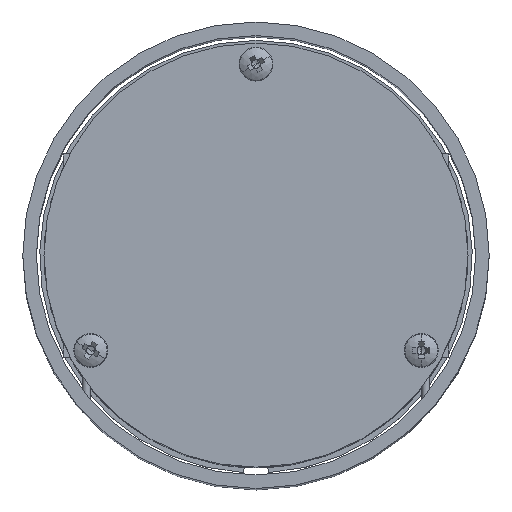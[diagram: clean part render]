
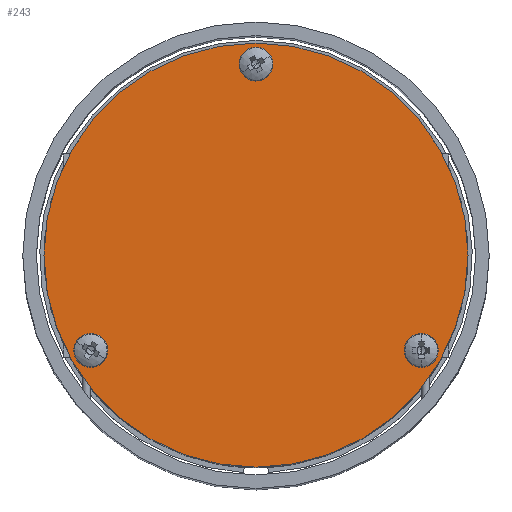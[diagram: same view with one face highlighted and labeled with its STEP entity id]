
A CAD part, top view. The second image highlights one B-rep face of the part: STEP entity #243.
In plain terms, the highlighted planar face has unit normal (0, 0, 1).
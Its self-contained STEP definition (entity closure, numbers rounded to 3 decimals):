
#20=CARTESIAN_POINT('',(0.,0.,80.));
#21=DIRECTION('',(0.,0.,1.));
#22=DIRECTION('',(1.,0.,0.));
#23=AXIS2_PLACEMENT_3D('',#20,#21,#22);
#25=CARTESIAN_POINT('',(0.,0.,80.));
#26=DIRECTION('',(0.,0.,1.));
#27=DIRECTION('',(-1.,0.,0.));
#28=AXIS2_PLACEMENT_3D('',#25,#26,#27);
#30=CARTESIAN_POINT('',(0.,45.,80.));
#31=DIRECTION('',(0.,0.,1.));
#32=DIRECTION('',(-1.,0.,0.));
#33=AXIS2_PLACEMENT_3D('',#30,#31,#32);
#35=CARTESIAN_POINT('',(0.,45.,80.));
#36=DIRECTION('',(0.,0.,1.));
#37=DIRECTION('',(1.,0.,0.));
#38=AXIS2_PLACEMENT_3D('',#35,#36,#37);
#40=CARTESIAN_POINT('',(-38.971,-22.5,80.));
#41=DIRECTION('',(0.,0.,1.));
#42=DIRECTION('',(0.5,-0.866,0.));
#43=AXIS2_PLACEMENT_3D('',#40,#41,#42);
#45=CARTESIAN_POINT('',(-38.971,-22.5,80.));
#46=DIRECTION('',(0.,0.,1.));
#47=DIRECTION('',(-0.5,0.866,0.));
#48=AXIS2_PLACEMENT_3D('',#45,#46,#47);
#50=CARTESIAN_POINT('',(38.971,-22.5,80.));
#51=DIRECTION('',(0.,0.,1.));
#52=DIRECTION('',(0.5,0.866,0.));
#53=AXIS2_PLACEMENT_3D('',#50,#51,#52);
#55=CARTESIAN_POINT('',(38.971,-22.5,80.));
#56=DIRECTION('',(0.,0.,1.));
#57=DIRECTION('',(-0.5,-0.866,0.));
#58=AXIS2_PLACEMENT_3D('',#55,#56,#57);
#142=CARTESIAN_POINT('',(50.,0.,80.));
#143=CARTESIAN_POINT('',(-50.,0.,80.));
#144=VERTEX_POINT('',#142);
#145=VERTEX_POINT('',#143);
#152=CARTESIAN_POINT('',(-1.75,45.,80.));
#153=CARTESIAN_POINT('',(1.75,45.,80.));
#154=VERTEX_POINT('',#152);
#155=VERTEX_POINT('',#153);
#162=CARTESIAN_POINT('',(-38.096,-24.016,80.));
#163=CARTESIAN_POINT('',(-39.846,-20.984,80.));
#164=VERTEX_POINT('',#162);
#165=VERTEX_POINT('',#163);
#172=CARTESIAN_POINT('',(39.846,-20.984,80.));
#173=CARTESIAN_POINT('',(38.096,-24.016,80.));
#174=VERTEX_POINT('',#172);
#175=VERTEX_POINT('',#173);
#216=CARTESIAN_POINT('',(0.,0.,80.));
#217=DIRECTION('',(0.,0.,1.));
#218=DIRECTION('',(1.,0.,0.));
#219=AXIS2_PLACEMENT_3D('',#216,#217,#218);
#220=PLANE('',#219);
#221=ORIENTED_EDGE('',*,*,#196,.F.);
#222=ORIENTED_EDGE('',*,*,#210,.F.);
#223=EDGE_LOOP('',(#221,#222));
#224=FACE_OUTER_BOUND('',#223,.F.);
#226=ORIENTED_EDGE('',*,*,#225,.T.);
#228=ORIENTED_EDGE('',*,*,#227,.T.);
#229=EDGE_LOOP('',(#226,#228));
#230=FACE_BOUND('',#229,.F.);
#232=ORIENTED_EDGE('',*,*,#231,.T.);
#234=ORIENTED_EDGE('',*,*,#233,.T.);
#235=EDGE_LOOP('',(#232,#234));
#236=FACE_BOUND('',#235,.F.);
#238=ORIENTED_EDGE('',*,*,#237,.T.);
#240=ORIENTED_EDGE('',*,*,#239,.T.);
#241=EDGE_LOOP('',(#238,#240));
#242=FACE_BOUND('',#241,.F.);
#243=ADVANCED_FACE('',(#224,#230,#236,#242),#220,.T.);
#24=CIRCLE('',#23,50.);
#29=CIRCLE('',#28,50.);
#34=CIRCLE('',#33,1.75);
#39=CIRCLE('',#38,1.75);
#44=CIRCLE('',#43,1.75);
#49=CIRCLE('',#48,1.75);
#54=CIRCLE('',#53,1.75);
#59=CIRCLE('',#58,1.75);
#196=EDGE_CURVE('',#144,#145,#24,.T.);
#210=EDGE_CURVE('',#145,#144,#29,.T.);
#225=EDGE_CURVE('',#154,#155,#34,.T.);
#227=EDGE_CURVE('',#155,#154,#39,.T.);
#231=EDGE_CURVE('',#164,#165,#44,.T.);
#233=EDGE_CURVE('',#165,#164,#49,.T.);
#237=EDGE_CURVE('',#174,#175,#54,.T.);
#239=EDGE_CURVE('',#175,#174,#59,.T.);
